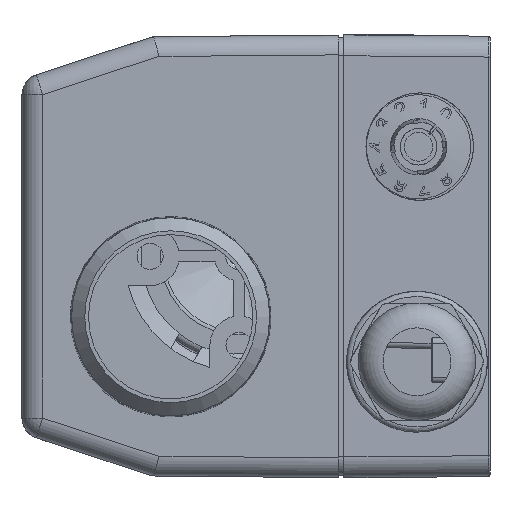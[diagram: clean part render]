
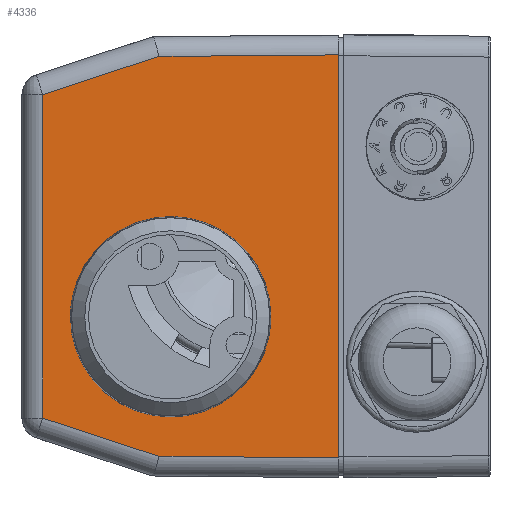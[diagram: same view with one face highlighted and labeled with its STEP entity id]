
A CAD part, left-side view. The second image highlights one B-rep face of the part: STEP entity #4336.
In plain terms, the highlighted planar face has unit normal (-1, 0.009, 0).
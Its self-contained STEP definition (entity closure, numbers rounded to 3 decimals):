
#4336 = ADVANCED_FACE( '', ( #9250, #9251 ), #9252, .T. );
#9250 = FACE_BOUND( '', #16892, .T. );
#9251 = FACE_OUTER_BOUND( '', #16893, .T. );
#9252 = PLANE( '', #16894 );
#16892 = EDGE_LOOP( '', ( #32232 ) );
#16893 = EDGE_LOOP( '', ( #32233, #32234, #32235, #32236, #32237, #32238 ) );
#16894 = AXIS2_PLACEMENT_3D( '', #32239, #32240, #32241 );
#32232 = ORIENTED_EDGE( '', *, *, #39748, .T. );
#32233 = ORIENTED_EDGE( '', *, *, #36925, .T. );
#32234 = ORIENTED_EDGE( '', *, *, #38721, .T. );
#32235 = ORIENTED_EDGE( '', *, *, #39064, .T. );
#32236 = ORIENTED_EDGE( '', *, *, #36978, .T. );
#32237 = ORIENTED_EDGE( '', *, *, #36008, .F. );
#32238 = ORIENTED_EDGE( '', *, *, #40550, .T. );
#32239 = CARTESIAN_POINT( '', ( -40.094, 25.7, -38.445 ) );
#32240 = DIRECTION( '', ( -1., 0.009, 0. ) );
#32241 = DIRECTION( '', ( 0.009, 1., 0. ) );
#36008 = EDGE_CURVE( '', #42334, #42336, #42337, .T. );
#36925 = EDGE_CURVE( '', #43875, #42171, #43876, .F. );
#36978 = EDGE_CURVE( '', #43960, #42336, #43961, .F. );
#38721 = EDGE_CURVE( '', #42171, #46592, #46594, .T. );
#39064 = EDGE_CURVE( '', #46592, #43960, #47064, .F. );
#39748 = EDGE_CURVE( '', #47910, #47910, #47911, .F. );
#40550 = EDGE_CURVE( '', #42334, #43875, #48812, .F. );
#42171 = VERTEX_POINT( '', #51666 );
#42334 = VERTEX_POINT( '', #51976 );
#42336 = VERTEX_POINT( '', #51997 );
#42337 = LINE( '', #51998, #51999 );
#43875 = VERTEX_POINT( '', #55071 );
#43876 = LINE( '', #55072, #55073 );
#43960 = VERTEX_POINT( '', #55235 );
#43961 = LINE( '', #55236, #55237 );
#46592 = VERTEX_POINT( '', #61014 );
#46594 = LINE( '', #61035, #61036 );
#47064 = LINE( '', #61999, #62000 );
#47910 = VERTEX_POINT( '', #63353 );
#47911 = ELLIPSE( '', #63354, 19.218, 19.217 );
#48812 = LINE( '', #65000, #65001 );
#51666 = CARTESIAN_POINT( '', ( -39.57, 85.735, -30.99 ) );
#51976 = CARTESIAN_POINT( '', ( -39.765, 63.452, 38.315 ) );
#51997 = CARTESIAN_POINT( '', ( -40.066, 29., 38.616 ) );
#51998 = CARTESIAN_POINT( '', ( -39.91, 46.862, 38.46 ) );
#51999 = VECTOR( '', #66661, 1000. );
#55071 = CARTESIAN_POINT( '', ( -39.57, 85.735, 30.99 ) );
#55072 = CARTESIAN_POINT( '', ( -39.57, 85.735, -33.886 ) );
#55073 = VECTOR( '', #67837, 1000. );
#55235 = CARTESIAN_POINT( '', ( -40.066, 29., -38.616 ) );
#55236 = CARTESIAN_POINT( '', ( -40.066, 29., -38.445 ) );
#55237 = VECTOR( '', #67905, 1000. );
#61014 = CARTESIAN_POINT( '', ( -39.765, 63.452, -38.315 ) );
#61035 = CARTESIAN_POINT( '', ( -40.063, 29.343, -49.528 ) );
#61036 = VECTOR( '', #70007, 1000. );
#61999 = CARTESIAN_POINT( '', ( -40.094, 25.702, -38.644 ) );
#62000 = VECTOR( '', #70447, 1000. );
#63353 = CARTESIAN_POINT( '', ( -39.617, 80.418, -11.574 ) );
#63354 = AXIS2_PLACEMENT_3D( '', #71131, #71132, #71133 );
#65000 = CARTESIAN_POINT( '', ( -39.864, 52.152, 42.03 ) );
#65001 = VECTOR( '', #71796, 1000. );
#66661 = DIRECTION( '', ( -0.009, -1., 0.009 ) );
#67837 = DIRECTION( '', ( 0., 0., 1. ) );
#67905 = DIRECTION( '', ( 0., 0., -1. ) );
#70007 = DIRECTION( '', ( -0.008, -0.95, -0.312 ) );
#70447 = DIRECTION( '', ( 0.009, 1., 0.009 ) );
#71131 = CARTESIAN_POINT( '', ( -39.785, 61.201, -11.574 ) );
#71132 = DIRECTION( '', ( -1., 0.009, 0. ) );
#71133 = DIRECTION( '', ( 0.009, 1., 0. ) );
#71796 = DIRECTION( '', ( -0.008, -0.95, 0.312 ) );
